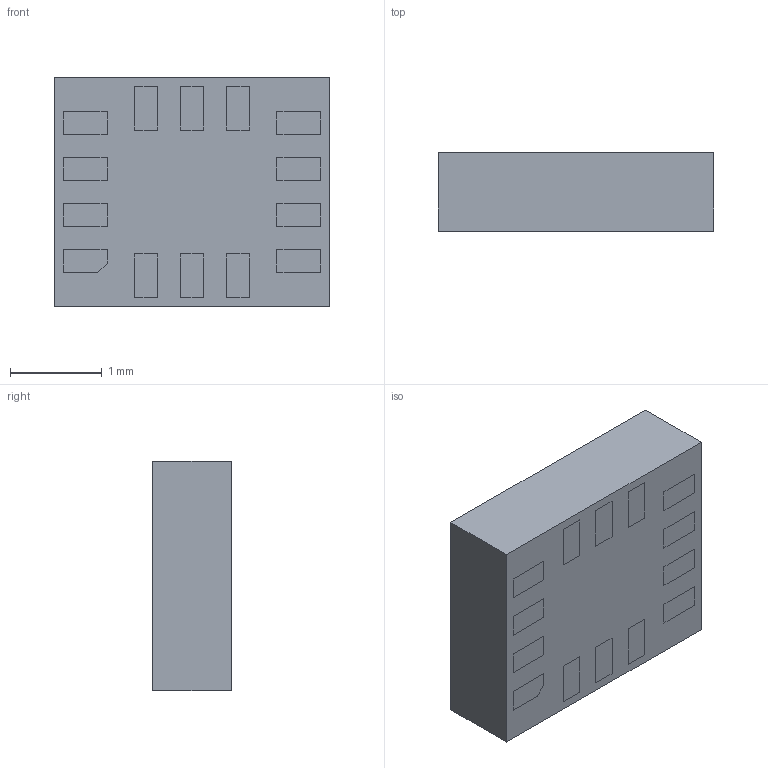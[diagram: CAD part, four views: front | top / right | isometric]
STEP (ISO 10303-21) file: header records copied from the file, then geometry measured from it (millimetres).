
FILE_DESCRIPTION(/* description */ (''),/* implementation_level */ '2;1');
FILE_NAME(/* name */ 'LGA-14L v2.step',/* time_stamp */ '2024-08-21T21:25:38-04:00',/* author */ (''),/* organization */ (''),/* preprocessor_version */ 'ST-DEVELOPER v20',/* originating_system */ 'Autodesk Translation Framework v13.14.0.145',/* authorisation */ '');
FILE_SCHEMA (('AUTOMOTIVE_DESIGN { 1 0 10303 214 3 1 1 }'));
Length unit declared in the file: millimetre
Products named in the file (1): LGA-14L
Bounding box: 3 x 0.86 x 2.5 mm (x, y, z)
Volume: 6.5 mm3; surface area: 31.3 mm2
Topology: 16 solids, 16 shells, 167 faces, 360 edges, 240 vertices
Faces by surface type: plane 165, cylinder 2
Full cylindrical faces by diameter (mm): 0.312 x2
Entity records: 4477 total; most frequent: CARTESIAN_POINT 768, ORIENTED_EDGE 720, DIRECTION 700, EDGE_CURVE 360, LINE 356, VECTOR 356, VERTEX_POINT 240, EDGE_LOOP 182
